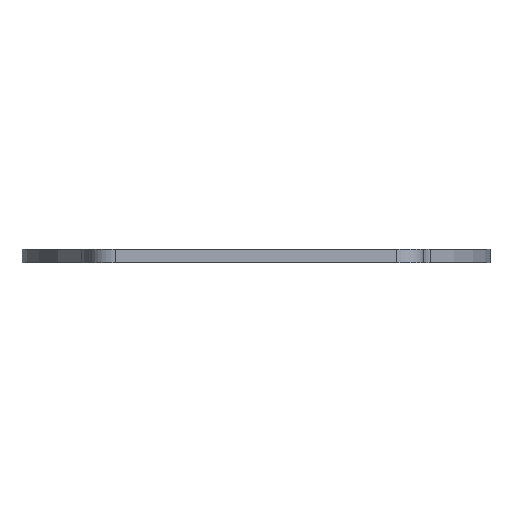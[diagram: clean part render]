
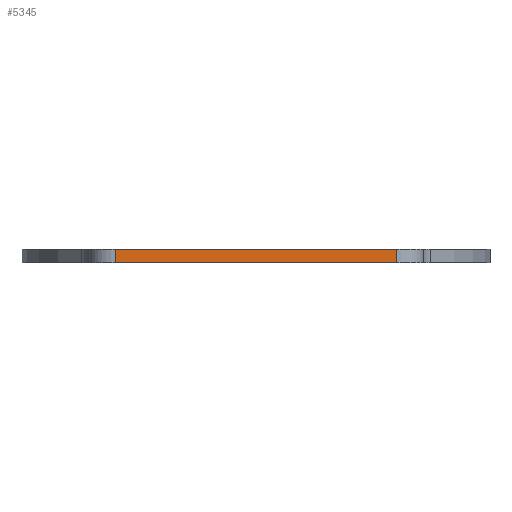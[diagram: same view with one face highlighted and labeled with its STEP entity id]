
A CAD part, front view. The second image highlights one B-rep face of the part: STEP entity #5345.
In plain terms, the highlighted planar face has unit normal (0, -1, 0).
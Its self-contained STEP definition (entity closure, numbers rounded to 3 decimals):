
#2439=CARTESIAN_POINT('',(-17.898,-22.894,0.0));
#2440=VERTEX_POINT('',#2439);
#2493=CARTESIAN_POINT('',(3.102,-22.894,0.0));
#2494=VERTEX_POINT('',#2493);
#2502=CARTESIAN_POINT('',(3.102,-22.894,0.0));
#2503=DIRECTION('',(-1.0,0.0,0.0));
#2504=VECTOR('',#2503,21.0);
#2505=LINE('',#2502,#2504);
#2506=EDGE_CURVE('',#2494,#2440,#2505,.T.);
#4992=CARTESIAN_POINT('',(-17.898,-22.894,1.0));
#4993=VERTEX_POINT('',#4992);
#5001=CARTESIAN_POINT('',(3.102,-22.894,1.0));
#5002=VERTEX_POINT('',#5001);
#5003=CARTESIAN_POINT('',(3.102,-22.894,1.0));
#5004=DIRECTION('',(-1.0,0.0,0.0));
#5005=VECTOR('',#5004,21.0);
#5006=LINE('',#5003,#5005);
#5007=EDGE_CURVE('',#5002,#4993,#5006,.T.);
#5318=CARTESIAN_POINT('',(3.102,-22.894,0.0));
#5319=DIRECTION('',(0.0,0.0,1.0));
#5320=VECTOR('',#5319,1.0);
#5321=LINE('',#5318,#5320);
#5322=EDGE_CURVE('',#2494,#5002,#5321,.T.);
#5329=CARTESIAN_POINT('',(3.102,-22.894,0.0));
#5330=DIRECTION('',(0.0,-1.0,0.0));
#5331=DIRECTION('',(0.0,0.0,-1.0));
#5332=AXIS2_PLACEMENT_3D('',#5329,#5330,#5331);
#5333=PLANE('',#5332);
#5334=ORIENTED_EDGE('',*,*,#5007,.T.);
#5335=CARTESIAN_POINT('',(-17.898,-22.894,0.0));
#5336=DIRECTION('',(0.0,0.0,1.0));
#5337=VECTOR('',#5336,1.0);
#5338=LINE('',#5335,#5337);
#5339=EDGE_CURVE('',#2440,#4993,#5338,.T.);
#5340=ORIENTED_EDGE('',*,*,#5339,.F.);
#5341=ORIENTED_EDGE('',*,*,#2506,.F.);
#5342=ORIENTED_EDGE('',*,*,#5322,.T.);
#5343=EDGE_LOOP('',(#5334,#5340,#5341,#5342));
#5344=FACE_OUTER_BOUND('',#5343,.T.);
#5345=ADVANCED_FACE('',(#5344),#5333,.T.);
